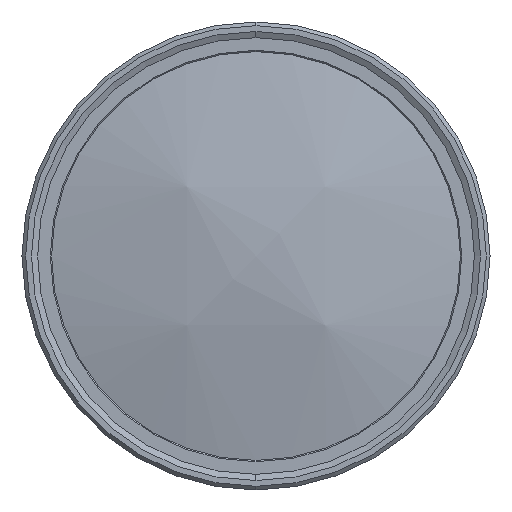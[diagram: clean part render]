
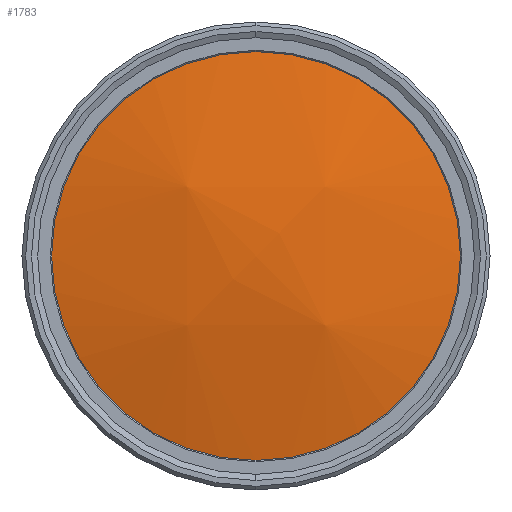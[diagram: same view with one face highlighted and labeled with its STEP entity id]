
A CAD part, front view. The second image highlights one B-rep face of the part: STEP entity #1783.
In plain terms, the highlighted free-form (B-spline) face has degree [3, 3] with [4, 4] control points.
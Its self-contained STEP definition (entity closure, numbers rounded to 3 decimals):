
#4 = CARTESIAN_POINT ( 'NONE',  ( 5.826, -87.666, 5.822 ) ) ;
#17 = CARTESIAN_POINT ( 'NONE',  ( 5.518, -84.402, -16.794 ) ) ;
#249 =( BOUNDED_SURFACE ( )  B_SPLINE_SURFACE ( 3, 3, ( 
 ( #253, #813, #2230, #2729 ),
 ( #1560, #2796, #4, #2971 ),
 ( #494, #2302, #3041, #2802 ),
 ( #3050, #1548, #17, #1215 ) ),
 .UNSPECIFIED., .F., .F., .T. ) 
 B_SPLINE_SURFACE_WITH_KNOTS ( ( 4, 4 ),
 ( 4, 4 ),
 ( 0., 1. ),
 ( 0., 1. ),
 .UNSPECIFIED. ) 
 GEOMETRIC_REPRESENTATION_ITEM ( )  RATIONAL_B_SPLINE_SURFACE ( (
 ( 1., 0.973, 0.973, 1.),
 ( 0.973, 0.947, 0.947, 0.973),
 ( 0.973, 0.947, 0.947, 0.973),
 ( 1., 0.973, 0.973, 1.) ) ) 
 REPRESENTATION_ITEM ( '' )  SURFACE ( )  );
#253 = CARTESIAN_POINT ( 'NONE',  ( -16.229, -81.238, 16.894 ) ) ;
#367 = CARTESIAN_POINT ( 'NONE',  ( 0., -83.658, 0. ) ) ;
#494 = CARTESIAN_POINT ( 'NONE',  ( -17.148, -84.364, -5.717 ) ) ;
#754 = ORIENTED_EDGE ( 'NONE', *, *, #1880, .T. ) ;
#813 = CARTESIAN_POINT ( 'NONE',  ( -5.582, -84.366, 16.894 ) ) ;
#871 = ORIENTED_EDGE ( 'NONE', *, *, #1185, .T. ) ;
#1071 = VERTEX_POINT ( 'NONE', #1474 ) ;
#1185 = EDGE_CURVE ( 'NONE', #1938, #1071, #2251, .T. ) ;
#1215 = CARTESIAN_POINT ( 'NONE',  ( 16.174, -81.284, -16.794 ) ) ;
#1474 = CARTESIAN_POINT ( 'NONE',  ( 0., -83.658, 16.6 ) ) ;
#1548 = CARTESIAN_POINT ( 'NONE',  ( -5.585, -84.395, -16.794 ) ) ;
#1560 = CARTESIAN_POINT ( 'NONE',  ( -17.145, -84.355, 5.822 ) ) ;
#1671 = AXIS2_PLACEMENT_3D ( 'NONE', #367, #1865, #2095 ) ;
#1695 = AXIS2_PLACEMENT_3D ( 'NONE', #2652, #1883, #2155 ) ;
#1783 = ADVANCED_FACE ( 'NONE', ( #2862 ), #249, .T. ) ;
#1865 = DIRECTION ( 'NONE',  ( 0., -1., 0. ) ) ;
#1880 = EDGE_CURVE ( 'NONE', #1071, #1938, #1997, .T. ) ;
#1883 = DIRECTION ( 'NONE',  ( 0., -1., 0. ) ) ;
#1938 = VERTEX_POINT ( 'NONE', #2604 ) ;
#1997 = CIRCLE ( 'NONE', #1671, 16.6 ) ;
#2095 = DIRECTION ( 'NONE',  ( 0., 0., -1. ) ) ;
#2155 = DIRECTION ( 'NONE',  ( 0., 0., -1. ) ) ;
#2230 = CARTESIAN_POINT ( 'NONE',  ( 5.515, -84.372, 16.894 ) ) ;
#2251 = CIRCLE ( 'NONE', #1695, 16.6 ) ;
#2302 = CARTESIAN_POINT ( 'NONE',  ( -5.898, -87.67, -5.717 ) ) ;
#2604 = CARTESIAN_POINT ( 'NONE',  ( 0., -83.658, -16.6 ) ) ;
#2652 = CARTESIAN_POINT ( 'NONE',  ( 0., -83.658, 0. ) ) ;
#2729 = CARTESIAN_POINT ( 'NONE',  ( 16.166, -81.256, 16.894 ) ) ;
#2796 = CARTESIAN_POINT ( 'NONE',  ( -5.897, -87.66, 5.822 ) ) ;
#2802 = CARTESIAN_POINT ( 'NONE',  ( 17.081, -84.384, -5.717 ) ) ;
#2862 = FACE_OUTER_BOUND ( 'NONE', #2921, .T. ) ;
#2921 = EDGE_LOOP ( 'NONE', ( #871, #754 ) ) ;
#2971 = CARTESIAN_POINT ( 'NONE',  ( 17.078, -84.375, 5.822 ) ) ;
#3041 = CARTESIAN_POINT ( 'NONE',  ( 5.827, -87.677, -5.717 ) ) ;
#3050 = CARTESIAN_POINT ( 'NONE',  ( -16.238, -81.266, -16.794 ) ) ;
